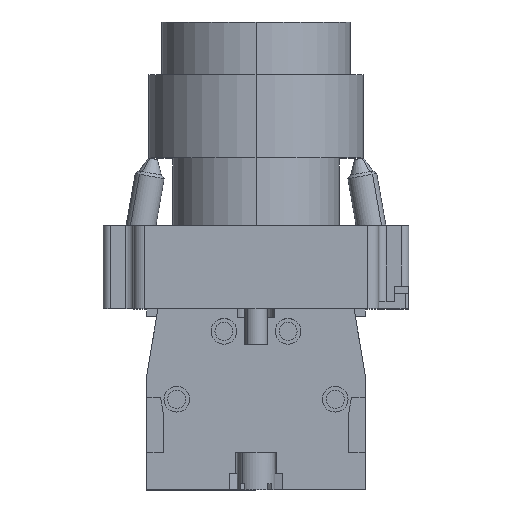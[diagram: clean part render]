
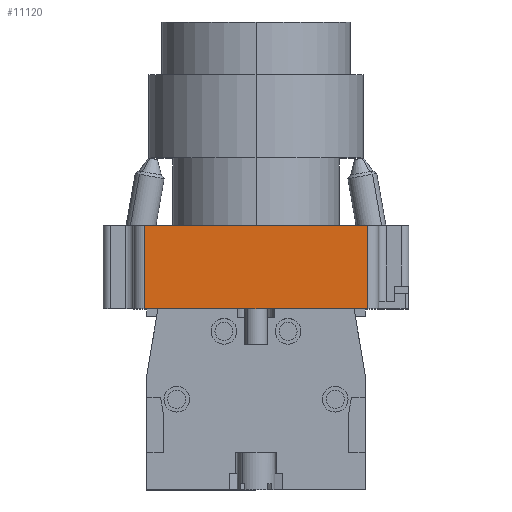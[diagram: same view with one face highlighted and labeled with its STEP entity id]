
A CAD part, top view. The second image highlights one B-rep face of the part: STEP entity #11120.
In plain terms, the highlighted planar face has unit normal (0, 0, 1).
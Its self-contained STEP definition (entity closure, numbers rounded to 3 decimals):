
#357 = CARTESIAN_POINT ( 'NONE',  ( -14.75, 0., 15. ) ) ;
#707 = DIRECTION ( 'NONE',  ( -1., 0., 0. ) ) ;
#2338 = VERTEX_POINT ( 'NONE', #4381 ) ;
#2427 = VECTOR ( 'NONE', #12457, 1000. ) ;
#2705 = AXIS2_PLACEMENT_3D ( 'NONE', #12497, #7284, #707 ) ;
#2774 = LINE ( 'NONE', #10502, #2427 ) ;
#3112 = LINE ( 'NONE', #13393, #11407 ) ;
#3863 = VERTEX_POINT ( 'NONE', #357 ) ;
#4381 = CARTESIAN_POINT ( 'NONE',  ( 14.75, 11., 15. ) ) ;
#4609 = ORIENTED_EDGE ( 'NONE', *, *, #11071, .T. ) ;
#5031 = DIRECTION ( 'NONE',  ( 1., 0., 0. ) ) ;
#6052 = CARTESIAN_POINT ( 'NONE',  ( 16.25, 0., 15. ) ) ;
#6180 = DIRECTION ( 'NONE',  ( 0., -1., 0. ) ) ;
#6953 = VERTEX_POINT ( 'NONE', #7327 ) ;
#7269 = VECTOR ( 'NONE', #13295, 1000. ) ;
#7284 = DIRECTION ( 'NONE',  ( 0., 0., -1. ) ) ;
#7327 = CARTESIAN_POINT ( 'NONE',  ( 14.75, 0., 15. ) ) ;
#7805 = ORIENTED_EDGE ( 'NONE', *, *, #9395, .T. ) ;
#7898 = VECTOR ( 'NONE', #6180, 1000. ) ;
#8329 = PLANE ( 'NONE',  #2705 ) ;
#9395 = EDGE_CURVE ( 'NONE', #3863, #6953, #12800, .T. ) ;
#10502 = CARTESIAN_POINT ( 'NONE',  ( 14.75, 11., 15. ) ) ;
#10855 = VERTEX_POINT ( 'NONE', #13089 ) ;
#11071 = EDGE_CURVE ( 'NONE', #6953, #2338, #2774, .T. ) ;
#11088 = EDGE_CURVE ( 'NONE', #10855, #2338, #3112, .T. ) ;
#11096 = EDGE_CURVE ( 'NONE', #10855, #3863, #13348, .T. ) ;
#11120 = ADVANCED_FACE ( 'NONE', ( #13062 ), #8329, .F. ) ;
#11149 = EDGE_LOOP ( 'NONE', ( #13662, #13184, #7805, #4609 ) ) ;
#11407 = VECTOR ( 'NONE', #5031, 1000. ) ;
#11481 = CARTESIAN_POINT ( 'NONE',  ( -14.75, 11., 15. ) ) ;
#12457 = DIRECTION ( 'NONE',  ( 0., 1., 0. ) ) ;
#12497 = CARTESIAN_POINT ( 'NONE',  ( 16.25, 11., 15. ) ) ;
#12800 = LINE ( 'NONE', #6052, #7269 ) ;
#13062 = FACE_OUTER_BOUND ( 'NONE', #11149, .T. ) ;
#13089 = CARTESIAN_POINT ( 'NONE',  ( -14.75, 11., 15. ) ) ;
#13184 = ORIENTED_EDGE ( 'NONE', *, *, #11096, .T. ) ;
#13295 = DIRECTION ( 'NONE',  ( 1., 0., 0. ) ) ;
#13348 = LINE ( 'NONE', #11481, #7898 ) ;
#13393 = CARTESIAN_POINT ( 'NONE',  ( 16.25, 11., 15. ) ) ;
#13662 = ORIENTED_EDGE ( 'NONE', *, *, #11088, .F. ) ;
